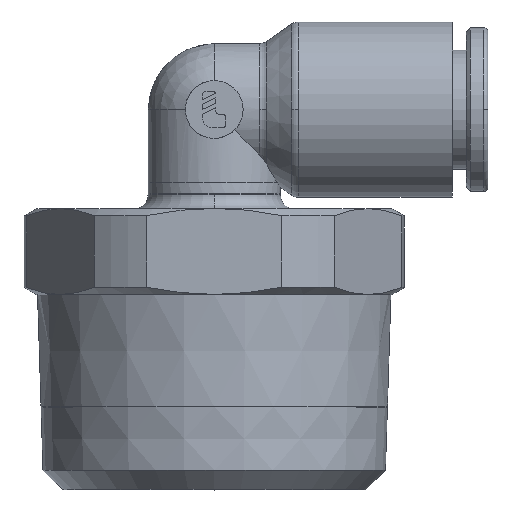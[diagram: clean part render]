
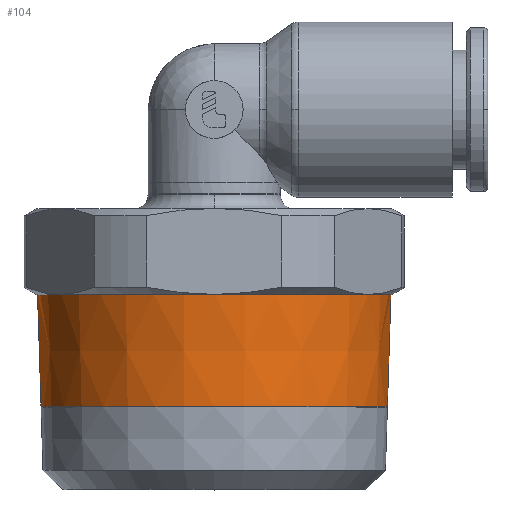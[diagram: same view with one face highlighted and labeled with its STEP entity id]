
A CAD part, top view. The second image highlights one B-rep face of the part: STEP entity #104.
In plain terms, the highlighted conical face has half-angle 1.79 degrees and reference radius 10.524 mm.
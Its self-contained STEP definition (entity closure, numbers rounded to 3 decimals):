
#104=ADVANCED_FACE('',(#274),#275,.T.);
#274=FACE_OUTER_BOUND('',#496,.T.);
#275=CONICAL_SURFACE('',#497,10.524,0.031);
#496=EDGE_LOOP('',(#1048,#1049,#1050,#1051));
#497=AXIS2_PLACEMENT_3D('',#1052,#1053,#1054);
#1048=ORIENTED_EDGE('',*,*,#1512,.T.);
#1049=ORIENTED_EDGE('',*,*,#1606,.F.);
#1050=ORIENTED_EDGE('',*,*,#1514,.T.);
#1051=ORIENTED_EDGE('',*,*,#1605,.T.);
#1052=CARTESIAN_POINT('',(0.0,-5.319,0.0));
#1053=DIRECTION('',(-0.0,1.0,-0.0));
#1054=DIRECTION('',(1.0,0.0,0.0));
#1512=EDGE_CURVE('',#1842,#1843,#1844,.T.);
#1514=EDGE_CURVE('',#1847,#1845,#1848,.T.);
#1605=EDGE_CURVE('',#1845,#1842,#1995,.T.);
#1606=EDGE_CURVE('',#1847,#1843,#1996,.T.);
#1842=VERTEX_POINT('',#2389);
#1843=VERTEX_POINT('',#2390);
#1844=LINE('',#2391,#2392);
#1845=VERTEX_POINT('',#2393);
#1847=VERTEX_POINT('',#2395);
#1848=LINE('',#2396,#2397);
#1995=CIRCLE('',#2755,10.478);
#1996=CIRCLE('',#2756,10.69);
#2389=CARTESIAN_POINT('',(10.478,-6.795,0.));
#2390=CARTESIAN_POINT('',(10.69,0.,0.0));
#2391=CARTESIAN_POINT('',(10.524,-5.319,0.));
#2392=VECTOR('',#3279,1.0);
#2393=CARTESIAN_POINT('',(-10.478,-6.795,0.));
#2395=CARTESIAN_POINT('',(-10.69,0.0,0.));
#2396=CARTESIAN_POINT('',(-10.524,-5.319,0.));
#2397=VECTOR('',#3283,1.0);
#2755=AXIS2_PLACEMENT_3D('',#3435,#3436,#3437);
#2756=AXIS2_PLACEMENT_3D('',#3438,#3439,#3440);
#3279=DIRECTION('',(0.031,1.,0.));
#3283=DIRECTION('',(0.031,-1.,0.));
#3435=CARTESIAN_POINT('',(0.0,-6.795,0.0));
#3436=DIRECTION('',(-0.0,1.0,0.0));
#3437=DIRECTION('',(1.0,0.0,0.0));
#3438=CARTESIAN_POINT('',(0.0,0.0,0.0));
#3439=DIRECTION('',(-0.0,1.0,0.0));
#3440=DIRECTION('',(1.0,0.0,0.0));
